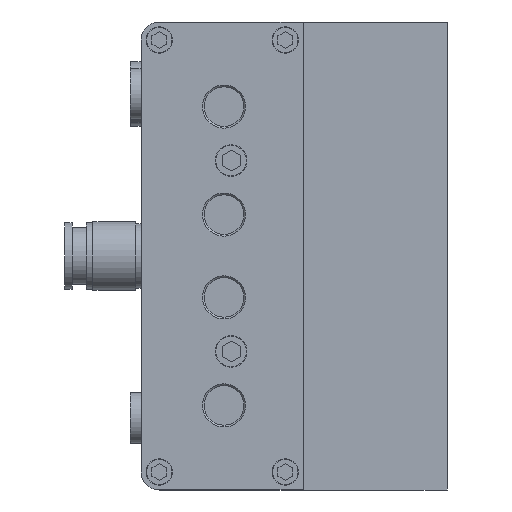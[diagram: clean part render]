
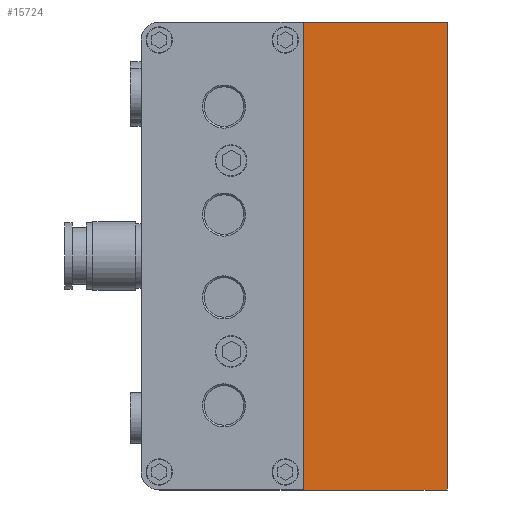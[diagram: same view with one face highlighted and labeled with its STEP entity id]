
A CAD part, left-side view. The second image highlights one B-rep face of the part: STEP entity #15724.
In plain terms, the highlighted planar face has unit normal (-1, 0, 0).
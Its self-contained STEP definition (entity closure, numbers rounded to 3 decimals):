
#481 = DIRECTION ( 'NONE',  ( 0., 1., 0. ) ) ;
#1449 = AXIS2_PLACEMENT_3D ( 'NONE', #21954, #32909, #30206 ) ;
#3816 = VECTOR ( 'NONE', #9201, 1000. ) ;
#4381 = VECTOR ( 'NONE', #481, 1000. ) ;
#5846 = CARTESIAN_POINT ( 'NONE',  ( -257., -40., -65. ) ) ;
#5897 = CARTESIAN_POINT ( 'NONE',  ( -257., 0., 65. ) ) ;
#6328 = LINE ( 'NONE', #25703, #3816 ) ;
#7629 = CARTESIAN_POINT ( 'NONE',  ( -257., 0., -65. ) ) ;
#8509 = EDGE_LOOP ( 'NONE', ( #10751, #28139, #24010, #32696 ) ) ;
#9201 = DIRECTION ( 'NONE',  ( 0., 1., 0. ) ) ;
#9231 = EDGE_CURVE ( 'NONE', #20675, #31324, #6328, .T. ) ;
#9423 = EDGE_CURVE ( 'NONE', #20235, #26743, #33469, .T. ) ;
#9452 = VECTOR ( 'NONE', #24611, 1000. ) ;
#10751 = ORIENTED_EDGE ( 'NONE', *, *, #16013, .T. ) ;
#10856 = DIRECTION ( 'NONE',  ( 0., 0., -1. ) ) ;
#11029 = PLANE ( 'NONE',  #1449 ) ;
#12265 = EDGE_CURVE ( 'NONE', #20675, #20235, #26658, .T. ) ;
#13671 = LINE ( 'NONE', #18701, #9452 ) ;
#15724 = ADVANCED_FACE ( 'NONE', ( #19087 ), #11029, .F. ) ;
#16013 = EDGE_CURVE ( 'NONE', #31324, #26743, #13671, .T. ) ;
#17343 = VECTOR ( 'NONE', #10856, 1000. ) ;
#18701 = CARTESIAN_POINT ( 'NONE',  ( -257., 0., 65. ) ) ;
#19087 = FACE_OUTER_BOUND ( 'NONE', #8509, .T. ) ;
#20235 = VERTEX_POINT ( 'NONE', #29976 ) ;
#20675 = VERTEX_POINT ( 'NONE', #28853 ) ;
#21954 = CARTESIAN_POINT ( 'NONE',  ( -257., -40., 65. ) ) ;
#24010 = ORIENTED_EDGE ( 'NONE', *, *, #12265, .F. ) ;
#24611 = DIRECTION ( 'NONE',  ( 0., 0., -1. ) ) ;
#25703 = CARTESIAN_POINT ( 'NONE',  ( -257., -40., 65. ) ) ;
#26658 = LINE ( 'NONE', #29860, #17343 ) ;
#26743 = VERTEX_POINT ( 'NONE', #7629 ) ;
#28139 = ORIENTED_EDGE ( 'NONE', *, *, #9423, .F. ) ;
#28853 = CARTESIAN_POINT ( 'NONE',  ( -257., -40., 65. ) ) ;
#29860 = CARTESIAN_POINT ( 'NONE',  ( -257., -40., 65. ) ) ;
#29976 = CARTESIAN_POINT ( 'NONE',  ( -257., -40., -65. ) ) ;
#30206 = DIRECTION ( 'NONE',  ( 0., 0., -1. ) ) ;
#31324 = VERTEX_POINT ( 'NONE', #5897 ) ;
#32696 = ORIENTED_EDGE ( 'NONE', *, *, #9231, .T. ) ;
#32909 = DIRECTION ( 'NONE',  ( 1., 0., 0. ) ) ;
#33469 = LINE ( 'NONE', #5846, #4381 ) ;
